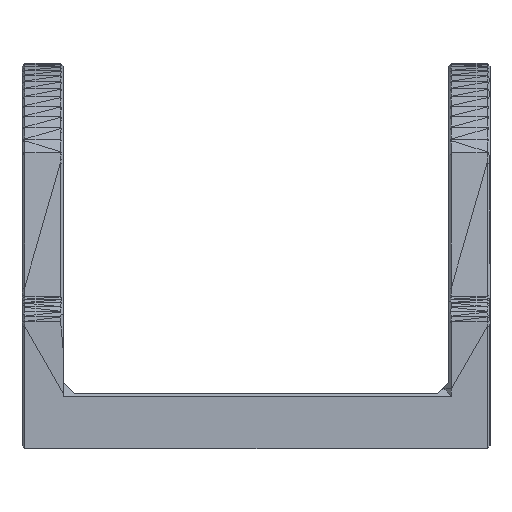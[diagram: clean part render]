
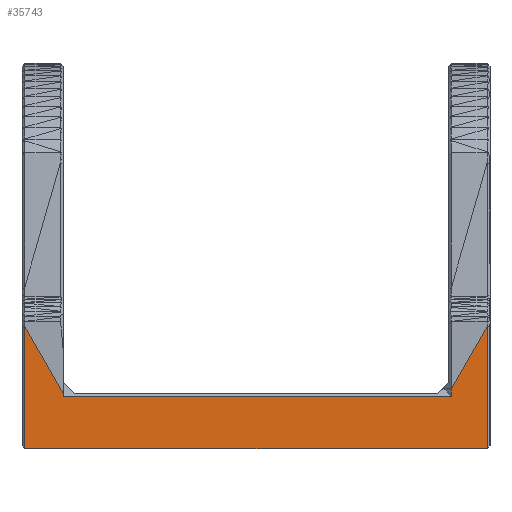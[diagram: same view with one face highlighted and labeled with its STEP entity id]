
A CAD part, front view. The second image highlights one B-rep face of the part: STEP entity #35743.
In plain terms, the highlighted planar face has unit normal (0, -1, 0).
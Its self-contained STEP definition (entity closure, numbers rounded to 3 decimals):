
#70 = PLANE ( 'NONE',  #11486 ) ;
#1281 = LINE ( 'NONE', #12746, #43635 ) ;
#1480 = VERTEX_POINT ( 'NONE', #46553 ) ;
#2035 = DIRECTION ( 'NONE',  ( 0., 0., -1. ) ) ;
#2334 = VECTOR ( 'NONE', #7124, 1000. ) ;
#3642 = VERTEX_POINT ( 'NONE', #32543 ) ;
#5124 = EDGE_CURVE ( 'NONE', #7109, #1480, #13464, .T. ) ;
#5248 = LINE ( 'NONE', #45551, #23610 ) ;
#6167 = ORIENTED_EDGE ( 'NONE', *, *, #26765, .T. ) ;
#7109 = VERTEX_POINT ( 'NONE', #13609 ) ;
#7124 = DIRECTION ( 'NONE',  ( -0.499, 0., -0.867 ) ) ;
#7847 = VERTEX_POINT ( 'NONE', #39112 ) ;
#9089 = DIRECTION ( 'NONE',  ( -1., 0., 0. ) ) ;
#10536 = LINE ( 'NONE', #25424, #2334 ) ;
#11051 = CARTESIAN_POINT ( 'NONE',  ( 0., -9., 0. ) ) ;
#11075 = EDGE_CURVE ( 'NONE', #27968, #14634, #5248, .T. ) ;
#11486 = AXIS2_PLACEMENT_3D ( 'NONE', #11051, #29599, #45200 ) ;
#11520 = FACE_OUTER_BOUND ( 'NONE', #31777, .T. ) ;
#12675 = CARTESIAN_POINT ( 'NONE',  ( 7.1, -9., 0. ) ) ;
#12746 = CARTESIAN_POINT ( 'NONE',  ( -7., -9., 1.9 ) ) ;
#12916 = LINE ( 'NONE', #42448, #28915 ) ;
#13464 = LINE ( 'NONE', #23950, #28958 ) ;
#13609 = CARTESIAN_POINT ( 'NONE',  ( -7., -9., 2. ) ) ;
#14634 = VERTEX_POINT ( 'NONE', #45007 ) ;
#16025 = ORIENTED_EDGE ( 'NONE', *, *, #18817, .T. ) ;
#17165 = EDGE_CURVE ( 'NONE', #1480, #27968, #21564, .T. ) ;
#18817 = EDGE_CURVE ( 'NONE', #3642, #18934, #42206, .T. ) ;
#18896 = EDGE_CURVE ( 'NONE', #14634, #7847, #12916, .T. ) ;
#18934 = VERTEX_POINT ( 'NONE', #20963 ) ;
#20820 = DIRECTION ( 'NONE',  ( 0., 0., 1. ) ) ;
#20963 = CARTESIAN_POINT ( 'NONE',  ( 7.1, -9., 1.9 ) ) ;
#21564 = LINE ( 'NONE', #28882, #32455 ) ;
#21956 = ORIENTED_EDGE ( 'NONE', *, *, #18896, .T. ) ;
#23610 = VECTOR ( 'NONE', #26534, 1000. ) ;
#23899 = DIRECTION ( 'NONE',  ( 0., 0., 1. ) ) ;
#23950 = CARTESIAN_POINT ( 'NONE',  ( -7., -9., 2. ) ) ;
#24240 = VECTOR ( 'NONE', #43178, 1000. ) ;
#24403 = ORIENTED_EDGE ( 'NONE', *, *, #5124, .T. ) ;
#24677 = DIRECTION ( 'NONE',  ( -0.499, 0., 0.867 ) ) ;
#24967 = CARTESIAN_POINT ( 'NONE',  ( -7., -9., 0. ) ) ;
#25203 = ORIENTED_EDGE ( 'NONE', *, *, #35602, .T. ) ;
#25277 = EDGE_CURVE ( 'NONE', #7847, #3642, #10536, .T. ) ;
#25424 = CARTESIAN_POINT ( 'NONE',  ( 8.5, -9., 4.608 ) ) ;
#26534 = DIRECTION ( 'NONE',  ( 1., 0., 0. ) ) ;
#26765 = EDGE_CURVE ( 'NONE', #18934, #46562, #1281, .T. ) ;
#27968 = VERTEX_POINT ( 'NONE', #47908 ) ;
#28882 = CARTESIAN_POINT ( 'NONE',  ( -8.4, -9., 0. ) ) ;
#28915 = VECTOR ( 'NONE', #23899, 1000. ) ;
#28958 = VECTOR ( 'NONE', #24677, 1000. ) ;
#29599 = DIRECTION ( 'NONE',  ( 0., 1., 0. ) ) ;
#29717 = ORIENTED_EDGE ( 'NONE', *, *, #17165, .T. ) ;
#31777 = EDGE_LOOP ( 'NONE', ( #33068, #21956, #37415, #16025, #6167, #25203, #24403, #29717 ) ) ;
#32455 = VECTOR ( 'NONE', #2035, 1000. ) ;
#32543 = CARTESIAN_POINT ( 'NONE',  ( 7.1, -9., 2.174 ) ) ;
#33068 = ORIENTED_EDGE ( 'NONE', *, *, #11075, .T. ) ;
#35388 = CARTESIAN_POINT ( 'NONE',  ( -7., -9., 1.9 ) ) ;
#35602 = EDGE_CURVE ( 'NONE', #46562, #7109, #40347, .T. ) ;
#35743 = ADVANCED_FACE ( 'NONE', ( #11520 ), #70, .F. ) ;
#37415 = ORIENTED_EDGE ( 'NONE', *, *, #25277, .T. ) ;
#39112 = CARTESIAN_POINT ( 'NONE',  ( 8.4, -9., 4.434 ) ) ;
#40347 = LINE ( 'NONE', #24967, #45755 ) ;
#42206 = LINE ( 'NONE', #12675, #24240 ) ;
#42448 = CARTESIAN_POINT ( 'NONE',  ( 8.4, -9., 0. ) ) ;
#43178 = DIRECTION ( 'NONE',  ( 0., 0., -1. ) ) ;
#43635 = VECTOR ( 'NONE', #9089, 1000. ) ;
#45007 = CARTESIAN_POINT ( 'NONE',  ( 8.4, -9., 0. ) ) ;
#45200 = DIRECTION ( 'NONE',  ( 0., 0., 1. ) ) ;
#45551 = CARTESIAN_POINT ( 'NONE',  ( -8.5, -9., 0. ) ) ;
#45755 = VECTOR ( 'NONE', #20820, 1000. ) ;
#46553 = CARTESIAN_POINT ( 'NONE',  ( -8.4, -9., 4.434 ) ) ;
#46562 = VERTEX_POINT ( 'NONE', #35388 ) ;
#47908 = CARTESIAN_POINT ( 'NONE',  ( -8.4, -9., 0. ) ) ;
